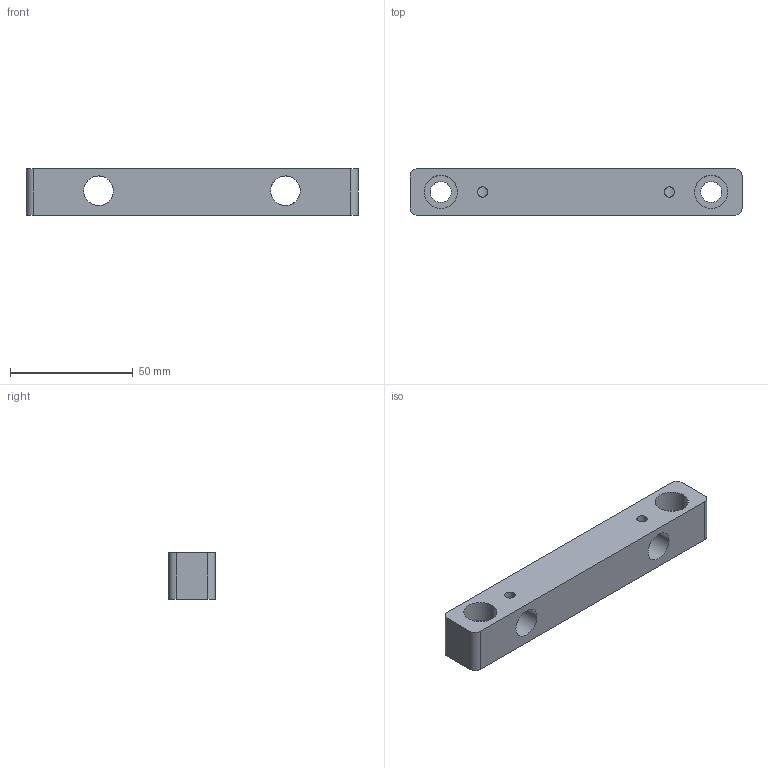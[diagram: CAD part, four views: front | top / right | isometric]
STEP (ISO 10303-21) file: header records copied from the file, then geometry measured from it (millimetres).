
FILE_DESCRIPTION(('CATIA V5 STEP Exchange'),'2;1');
FILE_NAME('VSOTR1100-Y016 - Al - 5 Pcs.stp','2022-10-16T12:06:13+00:00',('none'),('none'),'CATIA Version 5 Release 21 GA (IN-10)','CATIA V5 STEP AP214','none');
FILE_SCHEMA(('AUTOMOTIVE_DESIGN { 1 0 10303 214 1 1 1 1 }'));
Length unit declared in the file: millimetre
Products named in the file (1): VSOTR1100-Y016
Bounding box: 135 x 19 x 19 mm (x, y, z)
Volume: 40458.2 mm3; surface area: 12949.2 mm2
Topology: 1 solids, 1 shells, 28 faces, 72 edges, 48 vertices
Faces by surface type: cylinder 20, plane 8
Entity records: 1206 total; most frequent: CARTESIAN_POINT 296, ORIENTED_EDGE 144, DIRECTION 118, EDGE_CURVE 72, AXIS2_PLACEMENT_3D 60, VERTEX_POINT 48, EDGE_LOOP 42, VECTOR 32
